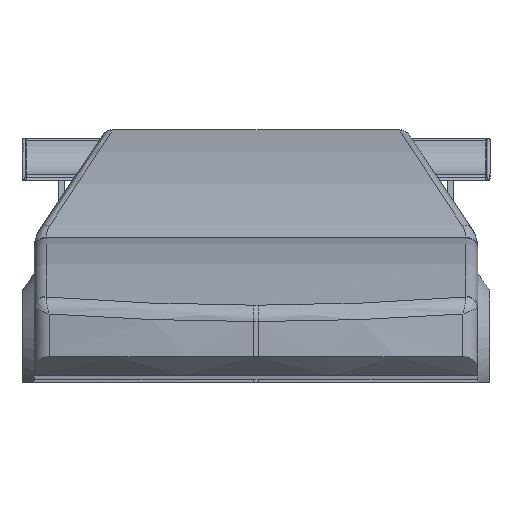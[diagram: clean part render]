
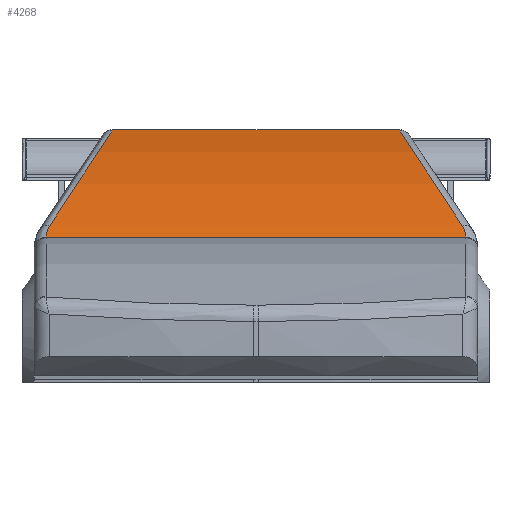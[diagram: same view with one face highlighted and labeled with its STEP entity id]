
A CAD part, front view. The second image highlights one B-rep face of the part: STEP entity #4268.
In plain terms, the highlighted cylindrical face has radius 3407.25 mm (diameter 6814.49 mm), a partial arc.
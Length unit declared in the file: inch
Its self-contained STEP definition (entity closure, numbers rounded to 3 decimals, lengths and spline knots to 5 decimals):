
#3149=CARTESIAN_POINT('',(60.8164,98.90166,44.98014));
#3150=VERTEX_POINT('',#3149);
#3298=CARTESIAN_POINT('',(71.2282,57.49181,29.12606));
#3299=VERTEX_POINT('',#3298);
#3300=CARTESIAN_POINT('',(147.16297,125.5,-86.5));
#3301=DIRECTION('',(-0.836,0.,-0.549));
#3302=DIRECTION('',(-0.549,0.,0.836));
#3303=AXIS2_PLACEMENT_3D('',#3300,#3301,#3302);
#3304=ELLIPSE('',#3303,160.48475,134.14358);
#3305=EDGE_CURVE('',#3299,#3150,#3304,.T.);
#3365=CARTESIAN_POINT('',(71.89039,54.24671,27.15504));
#3366=VERTEX_POINT('',#3365);
#3383=CARTESIAN_POINT('',(71.89039,54.24671,27.15504));
#3384=CARTESIAN_POINT('',(71.86362,54.8707,27.54624));
#3385=CARTESIAN_POINT('',(71.72079,55.96546,28.21994));
#3386=CARTESIAN_POINT('',(71.40254,57.04046,28.86059));
#3387=CARTESIAN_POINT('',(71.2282,57.49181,29.12606));
#3388=B_SPLINE_CURVE_WITH_KNOTS('',3,(#3383,#3384,#3385,#3386,#3387),.UNSPECIFIED.,.F.,.U.,(4,1,4),(-9.68103,-4.14901,0.0),.UNSPECIFIED.);
#3389=EDGE_CURVE('',#3366,#3299,#3388,.T.);
#4226=CARTESIAN_POINT('',(0.0,125.5,-86.5));
#4227=DIRECTION('',(1.0,0.0,0.0));
#4228=DIRECTION('',(0.0,-0.533,0.846));
#4229=AXIS2_PLACEMENT_3D('',#4226,#4227,#4228);
#4230=CYLINDRICAL_SURFACE('',#4229,134.14358);
#4231=CARTESIAN_POINT('',(13.0836,98.90166,44.98014));
#4232=VERTEX_POINT('',#4231);
#4233=CARTESIAN_POINT('',(60.8164,98.90166,44.98014));
#4234=DIRECTION('',(-1.0,0.0,0.0));
#4235=VECTOR('',#4234,47.73279);
#4236=LINE('',#4233,#4235);
#4237=EDGE_CURVE('',#3150,#4232,#4236,.T.);
#4238=ORIENTED_EDGE('',*,*,#4237,.T.);
#4239=CARTESIAN_POINT('',(2.6718,57.49181,29.12606));
#4240=VERTEX_POINT('',#4239);
#4241=CARTESIAN_POINT('',(-73.26297,125.5,-86.5));
#4242=DIRECTION('',(-0.836,0.,0.549));
#4243=DIRECTION('',(0.549,0.0,0.836));
#4244=AXIS2_PLACEMENT_3D('',#4241,#4242,#4243);
#4245=ELLIPSE('',#4244,160.48475,134.14358);
#4246=EDGE_CURVE('',#4240,#4232,#4245,.T.);
#4247=ORIENTED_EDGE('',*,*,#4246,.F.);
#4248=CARTESIAN_POINT('',(2.00961,54.24671,27.15504));
#4249=VERTEX_POINT('',#4248);
#4250=CARTESIAN_POINT('',(2.00961,54.24671,27.15504));
#4251=CARTESIAN_POINT('',(2.03638,54.8707,27.54624));
#4252=CARTESIAN_POINT('',(2.17924,55.96544,28.21993));
#4253=CARTESIAN_POINT('',(2.49746,57.04046,28.86059));
#4254=CARTESIAN_POINT('',(2.6718,57.49181,29.12606));
#4255=B_SPLINE_CURVE_WITH_KNOTS('',3,(#4250,#4251,#4252,#4253,#4254),.UNSPECIFIED.,.F.,.U.,(4,1,4),(-9.68103,-4.14901,0.0),.UNSPECIFIED.);
#4256=EDGE_CURVE('',#4249,#4240,#4255,.T.);
#4257=ORIENTED_EDGE('',*,*,#4256,.F.);
#4258=CARTESIAN_POINT('',(71.89039,54.24671,27.15504));
#4259=DIRECTION('',(-1.0,0.0,0.0));
#4260=VECTOR('',#4259,69.88077);
#4261=LINE('',#4258,#4260);
#4262=EDGE_CURVE('',#3366,#4249,#4261,.T.);
#4263=ORIENTED_EDGE('',*,*,#4262,.F.);
#4264=ORIENTED_EDGE('',*,*,#3389,.T.);
#4265=ORIENTED_EDGE('',*,*,#3305,.T.);
#4266=EDGE_LOOP('',(#4238,#4247,#4257,#4263,#4264,#4265));
#4267=FACE_OUTER_BOUND('',#4266,.T.);
#4268=ADVANCED_FACE('',(#4267),#4230,.T.);
